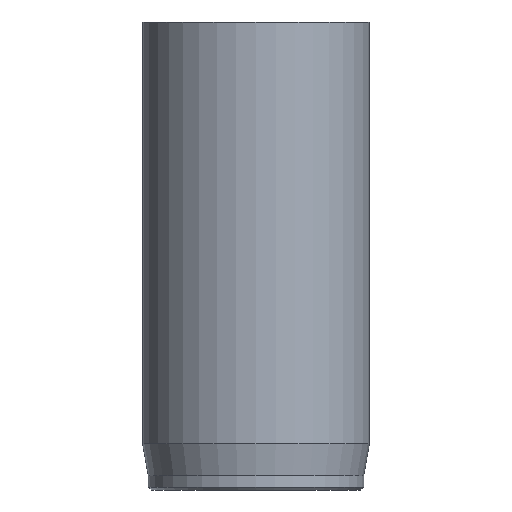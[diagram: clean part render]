
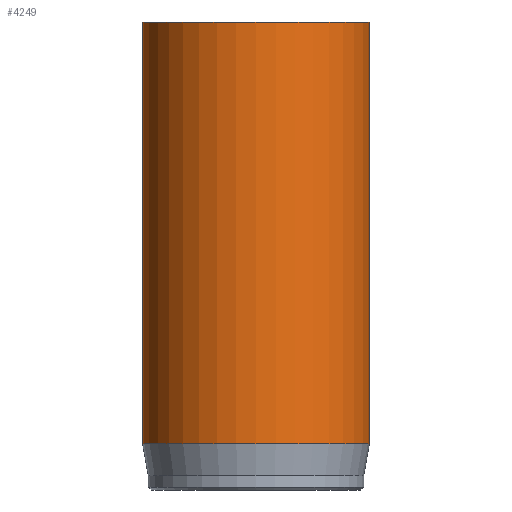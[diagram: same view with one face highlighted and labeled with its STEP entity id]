
A CAD part, front view. The second image highlights one B-rep face of the part: STEP entity #4249.
In plain terms, the highlighted cylindrical face has radius 8 mm (diameter 16 mm), a full revolution.
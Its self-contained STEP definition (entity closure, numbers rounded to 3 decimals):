
#32=CYLINDRICAL_SURFACE('',#4417,8.);
#48=CIRCLE('',#4384,8.);
#64=CIRCLE('',#4415,8.);
#65=CIRCLE('',#4416,8.);
#388=FACE_OUTER_BOUND('',#640,.T.);
#640=EDGE_LOOP('',(#3786,#3787,#3788,#3789,#3790));
#946=LINE('',#8090,#1260);
#1260=VECTOR('',#4927,8.);
#1944=VERTEX_POINT('',#8029);
#1960=VERTEX_POINT('',#8084);
#1961=VERTEX_POINT('',#8085);
#2550=EDGE_CURVE('',#1944,#1944,#48,.T.);
#2574=EDGE_CURVE('',#1960,#1961,#64,.T.);
#2575=EDGE_CURVE('',#1961,#1960,#65,.T.);
#2577=EDGE_CURVE('',#1944,#1960,#946,.T.);
#3786=ORIENTED_EDGE('',*,*,#2550,.T.);
#3787=ORIENTED_EDGE('',*,*,#2577,.T.);
#3788=ORIENTED_EDGE('',*,*,#2574,.T.);
#3789=ORIENTED_EDGE('',*,*,#2575,.T.);
#3790=ORIENTED_EDGE('',*,*,#2577,.F.);
#4249=ADVANCED_FACE('',(#388),#32,.T.);
#4384=AXIS2_PLACEMENT_3D('',#8030,#4850,#4851);
#4415=AXIS2_PLACEMENT_3D('',#8086,#4920,#4921);
#4416=AXIS2_PLACEMENT_3D('',#8087,#4922,#4923);
#4417=AXIS2_PLACEMENT_3D('',#8089,#4925,#4926);
#4850=DIRECTION('center_axis',(0.,0.,-1.));
#4851=DIRECTION('ref_axis',(-1.,0.,0.));
#4920=DIRECTION('center_axis',(0.,0.,1.));
#4921=DIRECTION('ref_axis',(-1.,0.,0.));
#4922=DIRECTION('center_axis',(0.,0.,1.));
#4923=DIRECTION('ref_axis',(-1.,0.,0.));
#4925=DIRECTION('center_axis',(0.,0.,1.));
#4926=DIRECTION('ref_axis',(-1.,0.,0.));
#4927=DIRECTION('',(0.,0.,-1.));
#8029=CARTESIAN_POINT('',(8.,0.,33.));
#8030=CARTESIAN_POINT('Origin',(0.,0.,33.));
#8084=CARTESIAN_POINT('',(8.,0.,3.269));
#8085=CARTESIAN_POINT('',(-8.,0.,3.269));
#8086=CARTESIAN_POINT('Origin',(0.,0.,3.269));
#8087=CARTESIAN_POINT('Origin',(0.,0.,3.269));
#8089=CARTESIAN_POINT('Origin',(0.,0.,0.));
#8090=CARTESIAN_POINT('',(8.,0.,0.));
